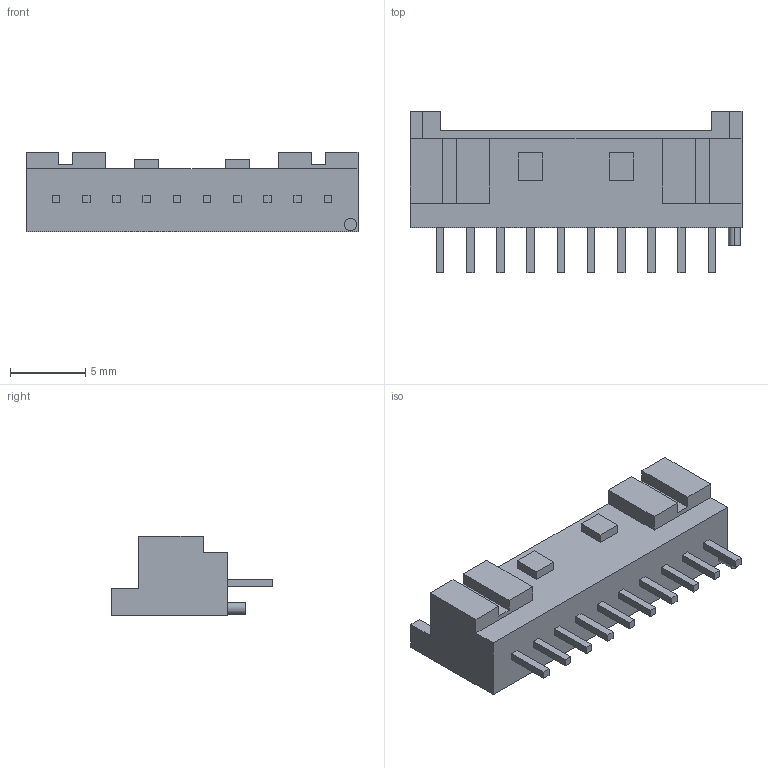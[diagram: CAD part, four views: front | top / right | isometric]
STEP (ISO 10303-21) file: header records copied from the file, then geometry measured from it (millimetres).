
FILE_DESCRIPTION (( 'STEP AP214' ), '1' );
FILE_NAME ('B10B-PASK-1.STEP', '2010-06-10T02:03:17', ( ' ' ), ( ' ' ), 'SwSTEP 2.0', 'SolidWorks 2005235', '' );
FILE_SCHEMA (( 'AUTOMOTIVE_DESIGN' ));
Length unit declared in the file: millimetre
Products named in the file (1): B10B-PASK-1
Bounding box: 22 x 10.7 x 5.3 mm (x, y, z)
Volume: 404.1 mm3; surface area: 911.9 mm2
Topology: 1 solids, 1 shells, 145 faces, 360 edges, 240 vertices
Faces by surface type: plane 143, cylinder 2
Entity records: 5341 total; most frequent: CARTESIAN_POINT 746, ORIENTED_EDGE 720, DIRECTION 656, EDGE_CURVE 360, LINE 356, VECTOR 356, VERTEX_POINT 240, EDGE_LOOP 168
